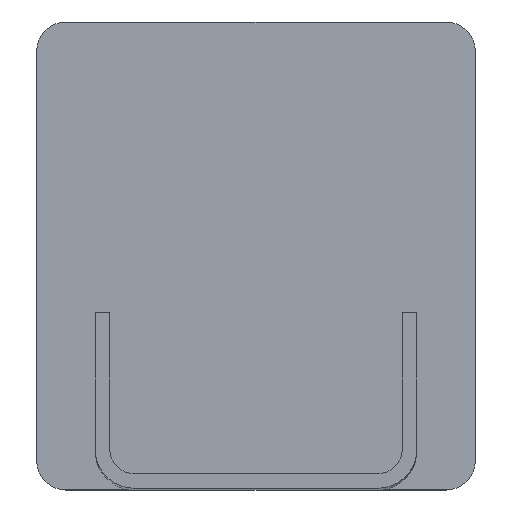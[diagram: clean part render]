
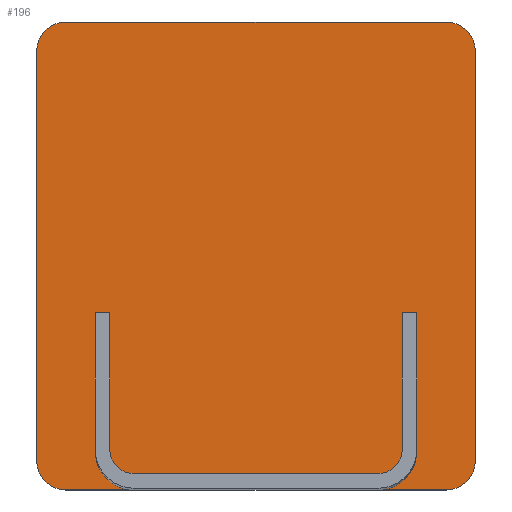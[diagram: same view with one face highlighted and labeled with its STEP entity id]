
A CAD part, top view. The second image highlights one B-rep face of the part: STEP entity #196.
In plain terms, the highlighted planar face has unit normal (0, 0, 1).
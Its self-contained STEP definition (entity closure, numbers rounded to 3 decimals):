
#8 = EDGE_LOOP ( 'NONE', ( #87, #886, #10, #907, #816, #61, #33, #712 ) ) ;
#10 = ORIENTED_EDGE ( 'NONE', *, *, #854, .F. ) ;
#18 = DIRECTION ( 'NONE',  ( 1., 0., 0. ) ) ;
#33 = ORIENTED_EDGE ( 'NONE', *, *, #732, .F. ) ;
#41 = EDGE_CURVE ( 'NONE', #151, #792, #814, .T. ) ;
#53 = CARTESIAN_POINT ( 'NONE',  ( -19.5, 0., 0. ) ) ;
#60 = CARTESIAN_POINT ( 'NONE',  ( -22.5, 3., 0. ) ) ;
#61 = ORIENTED_EDGE ( 'NONE', *, *, #847, .T. ) ;
#75 = VECTOR ( 'NONE', #622, 1000. ) ;
#87 = ORIENTED_EDGE ( 'NONE', *, *, #41, .F. ) ;
#93 = CARTESIAN_POINT ( 'NONE',  ( 19.5, 0., 0. ) ) ;
#115 = AXIS2_PLACEMENT_3D ( 'NONE', #344, #912, #852 ) ;
#120 = VECTOR ( 'NONE', #567, 1000. ) ;
#122 = LINE ( 'NONE', #260, #860 ) ;
#129 = DIRECTION ( 'NONE',  ( 1., 0., 0. ) ) ;
#146 = DIRECTION ( 'NONE',  ( 0., 0., 1. ) ) ;
#150 = VERTEX_POINT ( 'NONE', #403 ) ;
#151 = VERTEX_POINT ( 'NONE', #60 ) ;
#181 = EDGE_CURVE ( 'NONE', #755, #150, #402, .T. ) ;
#196 = ADVANCED_FACE ( 'NONE', ( #328 ), #269, .T. ) ;
#230 = VECTOR ( 'NONE', #347, 1000. ) ;
#260 = CARTESIAN_POINT ( 'NONE',  ( 22.5, 48., 0. ) ) ;
#264 = EDGE_CURVE ( 'NONE', #545, #150, #742, .T. ) ;
#269 = PLANE ( 'NONE',  #620 ) ;
#284 = CARTESIAN_POINT ( 'NONE',  ( -19.5, 48., 0. ) ) ;
#328 = FACE_OUTER_BOUND ( 'NONE', #8, .T. ) ;
#331 = VERTEX_POINT ( 'NONE', #284 ) ;
#344 = CARTESIAN_POINT ( 'NONE',  ( 19.5, 45., 0. ) ) ;
#346 = CARTESIAN_POINT ( 'NONE',  ( 22.5, 0., 0. ) ) ;
#347 = DIRECTION ( 'NONE',  ( -1., 0., 0. ) ) ;
#377 = CIRCLE ( 'NONE', #502, 3. ) ;
#392 = CARTESIAN_POINT ( 'NONE',  ( 22.5, 45., 0. ) ) ;
#402 = LINE ( 'NONE', #346, #75 ) ;
#403 = CARTESIAN_POINT ( 'NONE',  ( 22.5, 3., 0. ) ) ;
#434 = DIRECTION ( 'NONE',  ( 1., 0., 0. ) ) ;
#440 = DIRECTION ( 'NONE',  ( 0., 0., 1. ) ) ;
#472 = DIRECTION ( 'NONE',  ( 1., 0., 0. ) ) ;
#502 = AXIS2_PLACEMENT_3D ( 'NONE', #635, #556, #129 ) ;
#504 = CARTESIAN_POINT ( 'NONE',  ( -19.5, 3., 0. ) ) ;
#528 = EDGE_CURVE ( 'NONE', #151, #823, #687, .T. ) ;
#545 = VERTEX_POINT ( 'NONE', #93 ) ;
#548 = CARTESIAN_POINT ( 'NONE',  ( 19.5, 48., 0. ) ) ;
#556 = DIRECTION ( 'NONE',  ( 0., 0., 1. ) ) ;
#560 = DIRECTION ( 'NONE',  ( 0., 0., 1. ) ) ;
#566 = AXIS2_PLACEMENT_3D ( 'NONE', #570, #146, #434 ) ;
#567 = DIRECTION ( 'NONE',  ( 0., 1., 0. ) ) ;
#568 = CIRCLE ( 'NONE', #115, 3. ) ;
#570 = CARTESIAN_POINT ( 'NONE',  ( 19.5, 3., 0. ) ) ;
#611 = DIRECTION ( 'NONE',  ( 1., 0., 0. ) ) ;
#620 = AXIS2_PLACEMENT_3D ( 'NONE', #911, #560, #472 ) ;
#621 = CARTESIAN_POINT ( 'NONE',  ( 22.5, 0., 0. ) ) ;
#622 = DIRECTION ( 'NONE',  ( 0., -1., 0. ) ) ;
#635 = CARTESIAN_POINT ( 'NONE',  ( -19.5, 45., 0. ) ) ;
#643 = AXIS2_PLACEMENT_3D ( 'NONE', #504, #440, #18 ) ;
#687 = CIRCLE ( 'NONE', #643, 3. ) ;
#712 = ORIENTED_EDGE ( 'NONE', *, *, #794, .T. ) ;
#716 = LINE ( 'NONE', #621, #230 ) ;
#732 = EDGE_CURVE ( 'NONE', #331, #824, #122, .T. ) ;
#742 = CIRCLE ( 'NONE', #566, 3. ) ;
#755 = VERTEX_POINT ( 'NONE', #392 ) ;
#792 = VERTEX_POINT ( 'NONE', #830 ) ;
#794 = EDGE_CURVE ( 'NONE', #331, #792, #377, .T. ) ;
#814 = LINE ( 'NONE', #858, #120 ) ;
#816 = ORIENTED_EDGE ( 'NONE', *, *, #181, .F. ) ;
#823 = VERTEX_POINT ( 'NONE', #53 ) ;
#824 = VERTEX_POINT ( 'NONE', #548 ) ;
#830 = CARTESIAN_POINT ( 'NONE',  ( -22.5, 45., 0. ) ) ;
#847 = EDGE_CURVE ( 'NONE', #755, #824, #568, .T. ) ;
#852 = DIRECTION ( 'NONE',  ( 1., 0., 0. ) ) ;
#854 = EDGE_CURVE ( 'NONE', #545, #823, #716, .T. ) ;
#858 = CARTESIAN_POINT ( 'NONE',  ( -22.5, 0., 0. ) ) ;
#860 = VECTOR ( 'NONE', #611, 1000. ) ;
#886 = ORIENTED_EDGE ( 'NONE', *, *, #528, .T. ) ;
#907 = ORIENTED_EDGE ( 'NONE', *, *, #264, .T. ) ;
#911 = CARTESIAN_POINT ( 'NONE',  ( 0., 0., 0. ) ) ;
#912 = DIRECTION ( 'NONE',  ( 0., 0., 1. ) ) ;
